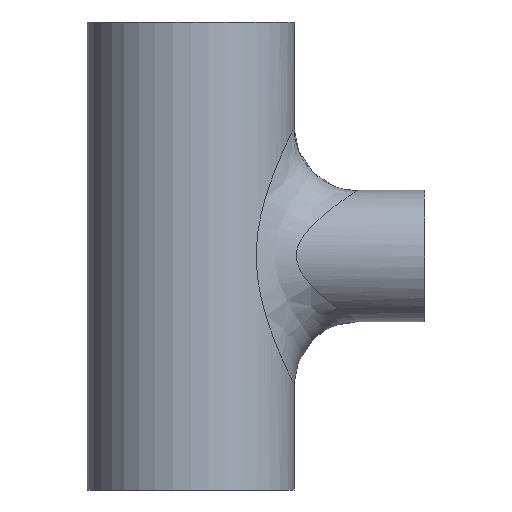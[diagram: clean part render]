
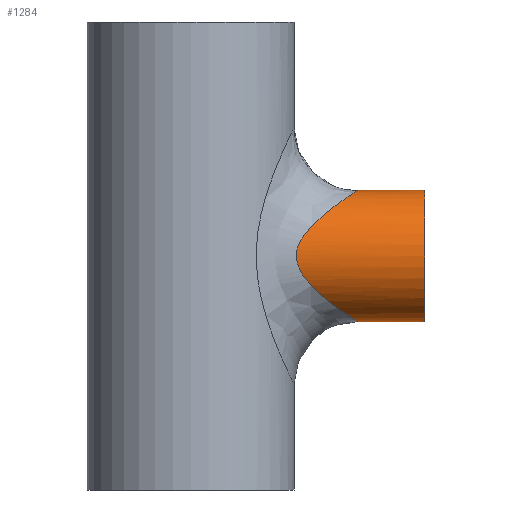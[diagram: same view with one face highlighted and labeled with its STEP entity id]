
A CAD part, front view. The second image highlights one B-rep face of the part: STEP entity #1284.
In plain terms, the highlighted cylindrical face has radius 13.45 mm (diameter 26.9 mm), a partial arc.
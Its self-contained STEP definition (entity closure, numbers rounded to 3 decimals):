
#2 = CARTESIAN_POINT ( 'NONE',  ( 31.843, -6.4, -11.862 ) ) ;
#11 = CARTESIAN_POINT ( 'NONE',  ( 34.189, -0.508, -13.443 ) ) ;
#20 = VERTEX_POINT ( 'NONE', #1795 ) ;
#22 = CARTESIAN_POINT ( 'NONE',  ( 34.2, -0.254, -13.45 ) ) ;
#98 = CARTESIAN_POINT ( 'NONE',  ( 32.711, -5.093, 12.456 ) ) ;
#130 = CARTESIAN_POINT ( 'NONE',  ( 25.313, -11.697, 6.649 ) ) ;
#150 = CARTESIAN_POINT ( 'NONE',  ( 22.255, -13.206, -2.596 ) ) ;
#170 = CARTESIAN_POINT ( 'NONE',  ( 33.852, -2.522, -13.22 ) ) ;
#186 = ORIENTED_EDGE ( 'NONE', *, *, #1350, .F. ) ;
#227 = EDGE_CURVE ( 'NONE', #552, #20, #1234, .T. ) ;
#262 = CARTESIAN_POINT ( 'NONE',  ( 34.091, -1.388, 13.378 ) ) ;
#272 = CARTESIAN_POINT ( 'NONE',  ( 23.116, -12.818, 4.098 ) ) ;
#281 = CARTESIAN_POINT ( 'NONE',  ( 25.844, -11.393, -7.158 ) ) ;
#292 = CARTESIAN_POINT ( 'NONE',  ( 32.639, -5.211, -12.407 ) ) ;
#300 = CARTESIAN_POINT ( 'NONE',  ( 24.186, -12.298, -5.46 ) ) ;
#310 = CARTESIAN_POINT ( 'NONE',  ( 32.889, -4.791, -12.576 ) ) ;
#379 = ORIENTED_EDGE ( 'NONE', *, *, #1225, .T. ) ;
#387 = CARTESIAN_POINT ( 'NONE',  ( 33.61, -3.342, 13.061 ) ) ;
#389 = EDGE_CURVE ( 'NONE', #1895, #1786, #1898, .T. ) ;
#402 = FACE_OUTER_BOUND ( 'NONE', #1517, .T. ) ;
#415 = CARTESIAN_POINT ( 'NONE',  ( 29.42, -8.874, 10.114 ) ) ;
#434 = CARTESIAN_POINT ( 'NONE',  ( 29.292, -8.983, -10.018 ) ) ;
#443 = CARTESIAN_POINT ( 'NONE',  ( 27.021, -10.678, 8.212 ) ) ;
#454 = CARTESIAN_POINT ( 'NONE',  ( 21.975, -13.326, 1.882 ) ) ;
#491 = CARTESIAN_POINT ( 'NONE',  ( 48., 0., 13.45 ) ) ;
#552 = VERTEX_POINT ( 'NONE', #1698 ) ;
#567 = CARTESIAN_POINT ( 'NONE',  ( 24.978, -11.882, 6.315 ) ) ;
#578 = CARTESIAN_POINT ( 'NONE',  ( 27.23, -10.537, -8.393 ) ) ;
#587 = CARTESIAN_POINT ( 'NONE',  ( 34.145, -1.016, -13.414 ) ) ;
#607 = CARTESIAN_POINT ( 'NONE',  ( 26.329, -11.112, 7.616 ) ) ;
#694 = CYLINDRICAL_SURFACE ( 'NONE', #1003, 13.45 ) ;
#709 = ORIENTED_EDGE ( 'NONE', *, *, #389, .F. ) ;
#712 = CARTESIAN_POINT ( 'NONE',  ( 21.688, -13.447, 0.385 ) ) ;
#733 = CARTESIAN_POINT ( 'NONE',  ( 22.992, -12.876, -3.914 ) ) ;
#744 = CARTESIAN_POINT ( 'NONE',  ( 22.362, -13.159, 2.825 ) ) ;
#754 = CARTESIAN_POINT ( 'NONE',  ( 34.112, -1.272, -13.392 ) ) ;
#790 = B_SPLINE_CURVE_WITH_KNOTS ( 'NONE', 3,
 ( #1090, #1681, #1540, #1699, #847 ),
 .UNSPECIFIED., .F., .F.,
 ( 4, 1, 4 ),
 ( 0., 0.001, 0.001 ),
 .UNSPECIFIED. ) ;
#847 = CARTESIAN_POINT ( 'NONE',  ( 34.091, -1.388, 13.378 ) ) ;
#854 = CARTESIAN_POINT ( 'NONE',  ( 31.91, -6.268, 11.907 ) ) ;
#860 = DIRECTION ( 'NONE',  ( -1., 0., 0. ) ) ;
#865 = CARTESIAN_POINT ( 'NONE',  ( 30.291, -8.082, -10.758 ) ) ;
#874 = CARTESIAN_POINT ( 'NONE',  ( 28.953, -9.262, -9.76 ) ) ;
#887 = CARTESIAN_POINT ( 'NONE',  ( 22.597, -13.055, 3.264 ) ) ;
#906 = CARTESIAN_POINT ( 'NONE',  ( 30.41, -7.987, 10.849 ) ) ;
#941 = AXIS2_PLACEMENT_3D ( 'NONE', #1240, #1387, #1402 ) ;
#946 = CARTESIAN_POINT ( 'NONE',  ( 48., 0., -13.45 ) ) ;
#974 = DIRECTION ( 'NONE',  ( 0., 0., 1. ) ) ;
#979 = CARTESIAN_POINT ( 'NONE',  ( 32.957, -4.669, 12.622 ) ) ;
#1003 = AXIS2_PLACEMENT_3D ( 'NONE', #1577, #860, #974 ) ;
#1004 = DIRECTION ( 'NONE',  ( -1., 0., 0. ) ) ;
#1010 = CARTESIAN_POINT ( 'NONE',  ( 29.082, -9.157, 9.858 ) ) ;
#1027 = CARTESIAN_POINT ( 'NONE',  ( 33.981, -2.028, -13.306 ) ) ;
#1039 = CARTESIAN_POINT ( 'NONE',  ( 29.961, -8.393, -10.517 ) ) ;
#1048 = CARTESIAN_POINT ( 'NONE',  ( 21.777, -13.41, -1.162 ) ) ;
#1090 = CARTESIAN_POINT ( 'NONE',  ( 34.2, 0., 13.45 ) ) ;
#1184 = CARTESIAN_POINT ( 'NONE',  ( 21.688, -13.447, -0.391 ) ) ;
#1194 = CARTESIAN_POINT ( 'NONE',  ( 28.398, -9.696, 9.329 ) ) ;
#1205 = CARTESIAN_POINT ( 'NONE',  ( 24.003, -12.39, 5.25 ) ) ;
#1225 = EDGE_CURVE ( 'NONE', #1456, #552, #790, .T. ) ;
#1234 = B_SPLINE_CURVE_WITH_KNOTS ( 'NONE', 3,
 ( #262, #1717, #387, #979, #98, #1292, #854, #1788, #906, #415, #1010, #1194, #1777, #443, #607, #130, #567, #1909, #1205, #1314, #272, #887, #744, #454, #1897, #1500, #712, #1482, #1184, #1048, #1458, #150, #1469, #733, #1619, #1611, #300, #1756, #1644, #281, #1337, #578, #1327, #874, #434, #1039, #865, #1346, #2, #292, #310, #1766, #1601, #170, #1027, #754, #587, #11, #22, #1358 ),
 .UNSPECIFIED., .F., .F.,
 ( 4, 2, 2, 2, 2, 2, 2, 2, 2, 2, 2, 2, 2, 2, 2, 2, 2, 2, 2, 2, 2, 2, 2, 2, 2, 2, 2, 2, 2, 4 ),
 ( 0.001, 0.004, 0.006, 0.008, 0.011, 0.012, 0.014, 0.017, 0.018, 0.02, 0.021, 0.023, 0.025, 0.025, 0.026, 0.028, 0.029, 0.031, 0.032, 0.034, 0.035, 0.038, 0.04, 0.041, 0.045, 0.046, 0.048, 0.049, 0.05, 0.051 ),
 .UNSPECIFIED. ) ;
#1240 = CARTESIAN_POINT ( 'NONE',  ( 48., 0., 0. ) ) ;
#1284 = ADVANCED_FACE ( 'NONE', ( #402 ), #694, .T. ) ;
#1292 = CARTESIAN_POINT ( 'NONE',  ( 32.188, -5.892, 12.099 ) ) ;
#1314 = CARTESIAN_POINT ( 'NONE',  ( 23.401, -12.684, 4.492 ) ) ;
#1327 = CARTESIAN_POINT ( 'NONE',  ( 27.927, -10.059, -8.96 ) ) ;
#1337 = CARTESIAN_POINT ( 'NONE',  ( 26.189, -11.188, -7.475 ) ) ;
#1344 = ORIENTED_EDGE ( 'NONE', *, *, #227, .T. ) ;
#1346 = CARTESIAN_POINT ( 'NONE',  ( 31.246, -7.108, -11.446 ) ) ;
#1350 = EDGE_CURVE ( 'NONE', #1786, #20, #1555, .T. ) ;
#1358 = CARTESIAN_POINT ( 'NONE',  ( 34.2, 0., -13.45 ) ) ;
#1387 = DIRECTION ( 'NONE',  ( 1., 0., 0. ) ) ;
#1402 = DIRECTION ( 'NONE',  ( 0., 0., -1. ) ) ;
#1428 = ORIENTED_EDGE ( 'NONE', *, *, #1630, .T. ) ;
#1456 = VERTEX_POINT ( 'NONE', #1770 ) ;
#1458 = CARTESIAN_POINT ( 'NONE',  ( 21.904, -13.356, -1.655 ) ) ;
#1469 = CARTESIAN_POINT ( 'NONE',  ( 22.48, -13.107, -3.05 ) ) ;
#1473 = VECTOR ( 'NONE', #1004, 1000. ) ;
#1482 = CARTESIAN_POINT ( 'NONE',  ( 21.676, -13.452, -0.133 ) ) ;
#1500 = CARTESIAN_POINT ( 'NONE',  ( 21.711, -13.437, 0.642 ) ) ;
#1517 = EDGE_LOOP ( 'NONE', ( #186, #709, #1428, #379, #1344 ) ) ;
#1518 = LINE ( 'NONE', #1776, #1656 ) ;
#1540 = CARTESIAN_POINT ( 'NONE',  ( 34.182, -0.698, 13.438 ) ) ;
#1555 = LINE ( 'NONE', #1728, #1473 ) ;
#1577 = CARTESIAN_POINT ( 'NONE',  ( 48., 0., 0. ) ) ;
#1601 = CARTESIAN_POINT ( 'NONE',  ( 33.526, -3.468, -13.004 ) ) ;
#1611 = CARTESIAN_POINT ( 'NONE',  ( 23.872, -12.455, -5.094 ) ) ;
#1619 = CARTESIAN_POINT ( 'NONE',  ( 23.276, -12.744, -4.322 ) ) ;
#1630 = EDGE_CURVE ( 'NONE', #1895, #1456, #1518, .T. ) ;
#1644 = CARTESIAN_POINT ( 'NONE',  ( 25.166, -11.779, -6.504 ) ) ;
#1656 = VECTOR ( 'NONE', #1660, 1000. ) ;
#1660 = DIRECTION ( 'NONE',  ( -1., 0., 0. ) ) ;
#1681 = CARTESIAN_POINT ( 'NONE',  ( 34.2, -0.233, 13.45 ) ) ;
#1698 = CARTESIAN_POINT ( 'NONE',  ( 34.091, -1.388, 13.378 ) ) ;
#1699 = CARTESIAN_POINT ( 'NONE',  ( 34.127, -1.158, 13.402 ) ) ;
#1717 = CARTESIAN_POINT ( 'NONE',  ( 33.931, -2.403, 13.273 ) ) ;
#1728 = CARTESIAN_POINT ( 'NONE',  ( 48., 0., -13.45 ) ) ;
#1756 = CARTESIAN_POINT ( 'NONE',  ( 24.833, -11.96, -6.165 ) ) ;
#1766 = CARTESIAN_POINT ( 'NONE',  ( 33.331, -3.92, -12.874 ) ) ;
#1770 = CARTESIAN_POINT ( 'NONE',  ( 34.2, 0., 13.45 ) ) ;
#1776 = CARTESIAN_POINT ( 'NONE',  ( 48., 0., 13.45 ) ) ;
#1777 = CARTESIAN_POINT ( 'NONE',  ( 28.054, -9.951, 9.056 ) ) ;
#1786 = VERTEX_POINT ( 'NONE', #946 ) ;
#1788 = CARTESIAN_POINT ( 'NONE',  ( 31.04, -7.343, 11.299 ) ) ;
#1795 = CARTESIAN_POINT ( 'NONE',  ( 34.2, 0., -13.45 ) ) ;
#1895 = VERTEX_POINT ( 'NONE', #491 ) ;
#1897 = CARTESIAN_POINT ( 'NONE',  ( 21.831, -13.387, 1.397 ) ) ;
#1898 = CIRCLE ( 'NONE', #941, 13.45 ) ;
#1909 = CARTESIAN_POINT ( 'NONE',  ( 24.322, -12.229, 5.614 ) ) ;
